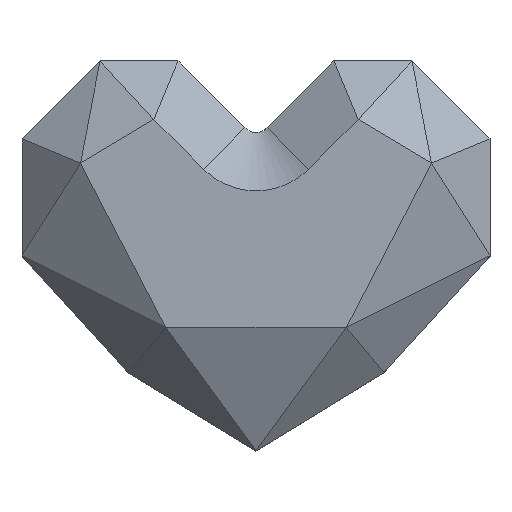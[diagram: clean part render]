
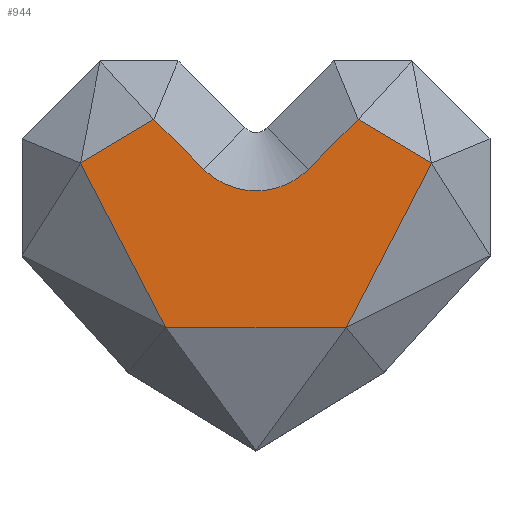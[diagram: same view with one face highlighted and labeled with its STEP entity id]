
A CAD part, top view. The second image highlights one B-rep face of the part: STEP entity #944.
In plain terms, the highlighted free-form (B-spline) face has degree [1, 1] with [2, 2] control points.
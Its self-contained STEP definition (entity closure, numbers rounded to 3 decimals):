
#593 = EDGE_CURVE('',#594,#596,#598,.T.);
#594 = VERTEX_POINT('',#595);
#595 = CARTESIAN_POINT('',(-1.368,4.437,1.044
    ));
#596 = VERTEX_POINT('',#597);
#597 = CARTESIAN_POINT('',(-0.701,3.77,1.044
    ));
#598 = B_SPLINE_CURVE_WITH_KNOTS('',1,(#599,#600),.UNSPECIFIED.,.F.,.F.,
  (2,2),(0.,0.904),.PIECEWISE_BEZIER_KNOTS.);
#599 = CARTESIAN_POINT('',(-1.368,4.437,1.044
    ));
#600 = CARTESIAN_POINT('',(-0.701,3.77,1.044
    ));
#621 = EDGE_CURVE('',#596,#622,#624,.T.);
#622 = VERTEX_POINT('',#623);
#623 = CARTESIAN_POINT('',(0.701,3.77,1.044)
  );
#624 = ( BOUNDED_CURVE() B_SPLINE_CURVE(2,(#625,#626,#627),
.UNSPECIFIED.,.F.,.F.) B_SPLINE_CURVE_WITH_KNOTS((3,3),(5.498,
7.069),.PIECEWISE_BEZIER_KNOTS.) CURVE() 
GEOMETRIC_REPRESENTATION_ITEM() RATIONAL_B_SPLINE_CURVE((1.,
0.707,1.)) REPRESENTATION_ITEM('') );
#625 = CARTESIAN_POINT('',(-0.701,3.77,1.044
    ));
#626 = CARTESIAN_POINT('',(0.,3.069,
    1.044));
#627 = CARTESIAN_POINT('',(0.701,3.77,1.044)
  );
#648 = EDGE_CURVE('',#622,#649,#651,.T.);
#649 = VERTEX_POINT('',#650);
#650 = CARTESIAN_POINT('',(1.368,4.437,1.044)
  );
#651 = B_SPLINE_CURVE_WITH_KNOTS('',1,(#652,#653),.UNSPECIFIED.,.F.,.F.,
  (2,2),(0.,0.904),.PIECEWISE_BEZIER_KNOTS.);
#652 = CARTESIAN_POINT('',(0.701,3.77,1.044)
  );
#653 = CARTESIAN_POINT('',(1.368,4.437,1.044)
  );
#684 = VERTEX_POINT('',#685);
#685 = CARTESIAN_POINT('',(-2.349,3.851,1.044
    ));
#705 = VERTEX_POINT('',#706);
#706 = CARTESIAN_POINT('',(-1.209,1.654,1.044
    ));
#726 = VERTEX_POINT('',#727);
#727 = CARTESIAN_POINT('',(1.209,1.654,1.044)
  );
#762 = VERTEX_POINT('',#763);
#763 = CARTESIAN_POINT('',(2.349,3.851,1.044)
  );
#944 = ADVANCED_FACE('',(#945),#975,.T.);
#945 = FACE_BOUND('',#946,.T.);
#946 = EDGE_LOOP('',(#947,#952,#957,#962,#967,#968,#969,#970));
#947 = ORIENTED_EDGE('',*,*,#948,.T.);
#948 = EDGE_CURVE('',#684,#705,#949,.T.);
#949 = B_SPLINE_CURVE_WITH_KNOTS('',1,(#950,#951),.UNSPECIFIED.,.F.,.F.,
  (2,2),(0.,2.372),.PIECEWISE_BEZIER_KNOTS.);
#950 = CARTESIAN_POINT('',(-2.349,3.851,1.044
    ));
#951 = CARTESIAN_POINT('',(-1.209,1.654,1.044
    ));
#952 = ORIENTED_EDGE('',*,*,#953,.T.);
#953 = EDGE_CURVE('',#705,#726,#954,.T.);
#954 = B_SPLINE_CURVE_WITH_KNOTS('',1,(#955,#956),.UNSPECIFIED.,.F.,.F.,
  (2,2),(0.,2.315),.PIECEWISE_BEZIER_KNOTS.);
#955 = CARTESIAN_POINT('',(-1.209,1.654,1.044
    ));
#956 = CARTESIAN_POINT('',(1.209,1.654,1.044)
  );
#957 = ORIENTED_EDGE('',*,*,#958,.T.);
#958 = EDGE_CURVE('',#726,#762,#959,.T.);
#959 = B_SPLINE_CURVE_WITH_KNOTS('',1,(#960,#961),.UNSPECIFIED.,.F.,.F.,
  (2,2),(0.,2.372),.PIECEWISE_BEZIER_KNOTS.);
#960 = CARTESIAN_POINT('',(1.209,1.654,1.044)
  );
#961 = CARTESIAN_POINT('',(2.349,3.851,1.044)
  );
#962 = ORIENTED_EDGE('',*,*,#963,.T.);
#963 = EDGE_CURVE('',#762,#649,#964,.T.);
#964 = B_SPLINE_CURVE_WITH_KNOTS('',1,(#965,#966),.UNSPECIFIED.,.F.,.F.,
  (2,2),(0.,1.094),.PIECEWISE_BEZIER_KNOTS.);
#965 = CARTESIAN_POINT('',(2.349,3.851,1.044)
  );
#966 = CARTESIAN_POINT('',(1.368,4.437,1.044)
  );
#967 = ORIENTED_EDGE('',*,*,#648,.F.);
#968 = ORIENTED_EDGE('',*,*,#621,.F.);
#969 = ORIENTED_EDGE('',*,*,#593,.F.);
#970 = ORIENTED_EDGE('',*,*,#971,.T.);
#971 = EDGE_CURVE('',#594,#684,#972,.T.);
#972 = B_SPLINE_CURVE_WITH_KNOTS('',1,(#973,#974),.UNSPECIFIED.,.F.,.F.,
  (2,2),(0.,1.094),.PIECEWISE_BEZIER_KNOTS.);
#973 = CARTESIAN_POINT('',(-1.368,4.437,1.044
    ));
#974 = CARTESIAN_POINT('',(-2.349,3.851,1.044
    ));
#975 = B_SPLINE_SURFACE_WITH_KNOTS('',1,1,(
    (#976,#977)
    ,(#978,#979
    )),.UNSPECIFIED.,.F.,.F.,.F.,(2,2),(2,2),(-0.916,1.75),(
    -2.25,2.25),.PIECEWISE_BEZIER_KNOTS.);
#976 = CARTESIAN_POINT('',(2.349,1.654,1.044)
  );
#977 = CARTESIAN_POINT('',(-2.349,1.654,1.044
    ));
#978 = CARTESIAN_POINT('',(2.349,4.437,1.044)
  );
#979 = CARTESIAN_POINT('',(-2.349,4.437,1.044
    ));
